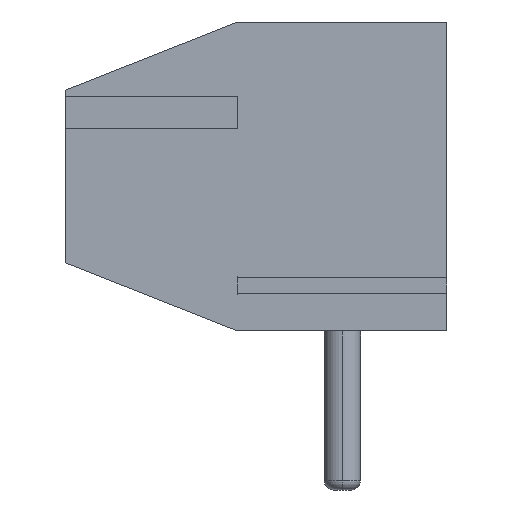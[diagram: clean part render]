
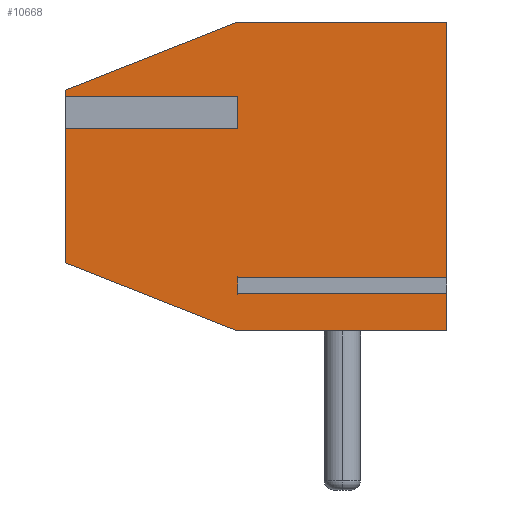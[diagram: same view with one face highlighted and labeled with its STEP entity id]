
A CAD part, left-side view. The second image highlights one B-rep face of the part: STEP entity #10668.
In plain terms, the highlighted planar face has unit normal (-1, 0, 0).
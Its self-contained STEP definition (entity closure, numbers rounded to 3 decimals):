
#166 = VERTEX_POINT ( 'NONE', #34428 ) ;
#892 = VECTOR ( 'NONE', #41487, 1000. ) ;
#1007 = VERTEX_POINT ( 'NONE', #40137 ) ;
#1374 = ORIENTED_EDGE ( 'NONE', *, *, #15538, .F. ) ;
#1887 = VECTOR ( 'NONE', #13296, 1000. ) ;
#2355 = AXIS2_PLACEMENT_3D ( 'NONE', #14376, #41449, #7513 ) ;
#2542 = EDGE_CURVE ( 'NONE', #1007, #11789, #13232, .T. ) ;
#2634 = VERTEX_POINT ( 'NONE', #40058 ) ;
#2740 = CARTESIAN_POINT ( 'NONE',  ( 0., 8.4, 4.968 ) ) ;
#3890 = LINE ( 'NONE', #17682, #41722 ) ;
#4231 = ORIENTED_EDGE ( 'NONE', *, *, #38312, .F. ) ;
#4601 = VECTOR ( 'NONE', #34108, 1000. ) ;
#4916 = CARTESIAN_POINT ( 'NONE',  ( 0., 0., 6.8 ) ) ;
#7041 = EDGE_CURVE ( 'NONE', #11789, #9027, #18459, .T. ) ;
#7227 = EDGE_CURVE ( 'NONE', #1007, #37715, #27970, .T. ) ;
#7291 = LINE ( 'NONE', #20434, #1887 ) ;
#7513 = DIRECTION ( 'NONE',  ( 0., 0., -1. ) ) ;
#8032 = DIRECTION ( 'NONE',  ( 0., 0., 1. ) ) ;
#8049 = DIRECTION ( 'NONE',  ( 0., -0.93, 0.367 ) ) ;
#8150 = PLANE ( 'NONE',  #2355 ) ;
#8892 = VERTEX_POINT ( 'NONE', #37109 ) ;
#9027 = VERTEX_POINT ( 'NONE', #22495 ) ;
#9479 = VECTOR ( 'NONE', #18402, 1000. ) ;
#10412 = VERTEX_POINT ( 'NONE', #30358 ) ;
#10668 = ADVANCED_FACE ( 'NONE', ( #37866 ), #8150, .F. ) ;
#10964 = ORIENTED_EDGE ( 'NONE', *, *, #37707, .T. ) ;
#11505 = CARTESIAN_POINT ( 'NONE',  ( 0., 4.6, 0.832 ) ) ;
#11789 = VERTEX_POINT ( 'NONE', #42754 ) ;
#12299 = VECTOR ( 'NONE', #26763, 1000. ) ;
#13006 = ORIENTED_EDGE ( 'NONE', *, *, #7227, .T. ) ;
#13216 = LINE ( 'NONE', #2740, #12299 ) ;
#13232 = LINE ( 'NONE', #22578, #23932 ) ;
#13296 = DIRECTION ( 'NONE',  ( 0., -1., 0. ) ) ;
#13681 = VERTEX_POINT ( 'NONE', #27928 ) ;
#14376 = CARTESIAN_POINT ( 'NONE',  ( 0., 8.4, 6.8 ) ) ;
#14388 = DIRECTION ( 'NONE',  ( 0., -1., 0. ) ) ;
#14929 = ORIENTED_EDGE ( 'NONE', *, *, #2542, .F. ) ;
#15394 = CARTESIAN_POINT ( 'NONE',  ( 0., 8.4, 6.8 ) ) ;
#15538 = EDGE_CURVE ( 'NONE', #9027, #25549, #37746, .T. ) ;
#16732 = ORIENTED_EDGE ( 'NONE', *, *, #18552, .T. ) ;
#17448 = ORIENTED_EDGE ( 'NONE', *, *, #7041, .F. ) ;
#17682 = CARTESIAN_POINT ( 'NONE',  ( 0., 4.6, 0.832 ) ) ;
#17949 = VECTOR ( 'NONE', #14388, 1000. ) ;
#18402 = DIRECTION ( 'NONE',  ( 0., 0., 1. ) ) ;
#18459 = LINE ( 'NONE', #42830, #37689 ) ;
#18480 = VERTEX_POINT ( 'NONE', #33847 ) ;
#18552 = EDGE_CURVE ( 'NONE', #41041, #2634, #13216, .T. ) ;
#18659 = EDGE_CURVE ( 'NONE', #34977, #8892, #18733, .T. ) ;
#18733 = LINE ( 'NONE', #15394, #37025 ) ;
#18744 = LINE ( 'NONE', #32475, #26153 ) ;
#19845 = DIRECTION ( 'NONE',  ( 0., -1., 0. ) ) ;
#20402 = ORIENTED_EDGE ( 'NONE', *, *, #31633, .T. ) ;
#20434 = CARTESIAN_POINT ( 'NONE',  ( 0., 4.6, 1.168 ) ) ;
#21395 = VERTEX_POINT ( 'NONE', #36852 ) ;
#21832 = CARTESIAN_POINT ( 'NONE',  ( 0., 8.4, 5.3 ) ) ;
#21879 = DIRECTION ( 'NONE',  ( 0., 0., -1. ) ) ;
#22495 = CARTESIAN_POINT ( 'NONE',  ( 0., 8.4, 4.632 ) ) ;
#22578 = CARTESIAN_POINT ( 'NONE',  ( 0., 8.4, 1.5 ) ) ;
#23775 = ORIENTED_EDGE ( 'NONE', *, *, #29863, .F. ) ;
#23932 = VECTOR ( 'NONE', #30082, 1000. ) ;
#24805 = CARTESIAN_POINT ( 'NONE',  ( 0., 0., 6.8 ) ) ;
#24854 = CARTESIAN_POINT ( 'NONE',  ( 0., 8.4, 0. ) ) ;
#25056 = CARTESIAN_POINT ( 'NONE',  ( 0., 8.4, 6.8 ) ) ;
#25349 = ORIENTED_EDGE ( 'NONE', *, *, #38996, .F. ) ;
#25549 = VERTEX_POINT ( 'NONE', #29036 ) ;
#26153 = VECTOR ( 'NONE', #21879, 1000. ) ;
#26723 = CARTESIAN_POINT ( 'NONE',  ( 0., 8.4, 4.632 ) ) ;
#26763 = DIRECTION ( 'NONE',  ( 0., -1., 0. ) ) ;
#27251 = LINE ( 'NONE', #24805, #4601 ) ;
#27423 = VECTOR ( 'NONE', #8049, 1000. ) ;
#27605 = VECTOR ( 'NONE', #19845, 1000. ) ;
#27756 = CARTESIAN_POINT ( 'NONE',  ( 0., 4.6, 6.8 ) ) ;
#27928 = CARTESIAN_POINT ( 'NONE',  ( 0., 4.6, 1.168 ) ) ;
#27970 = LINE ( 'NONE', #24854, #892 ) ;
#28109 = DIRECTION ( 'NONE',  ( 0., 0., 1. ) ) ;
#29036 = CARTESIAN_POINT ( 'NONE',  ( 0., 4.6, 4.632 ) ) ;
#29863 = EDGE_CURVE ( 'NONE', #41041, #10412, #31071, .T. ) ;
#30082 = DIRECTION ( 'NONE',  ( 0., 0.93, 0.367 ) ) ;
#30358 = CARTESIAN_POINT ( 'NONE',  ( 0., 8.4, 5.3 ) ) ;
#30385 = CARTESIAN_POINT ( 'NONE',  ( 0., 8.4, 4.968 ) ) ;
#30531 = EDGE_CURVE ( 'NONE', #18480, #8892, #27251, .T. ) ;
#31071 = LINE ( 'NONE', #25056, #9479 ) ;
#31380 = VECTOR ( 'NONE', #8032, 1000. ) ;
#31633 = EDGE_CURVE ( 'NONE', #37715, #21395, #38381, .T. ) ;
#32024 = DIRECTION ( 'NONE',  ( 0., -1., 0. ) ) ;
#32475 = CARTESIAN_POINT ( 'NONE',  ( 0., 4.6, 4.968 ) ) ;
#32481 = ORIENTED_EDGE ( 'NONE', *, *, #38935, .T. ) ;
#32869 = ORIENTED_EDGE ( 'NONE', *, *, #30531, .T. ) ;
#33192 = ORIENTED_EDGE ( 'NONE', *, *, #18659, .F. ) ;
#33847 = CARTESIAN_POINT ( 'NONE',  ( 0., 0., 1.168 ) ) ;
#34108 = DIRECTION ( 'NONE',  ( 0., 0., 1. ) ) ;
#34428 = CARTESIAN_POINT ( 'NONE',  ( 0., 4.6, 0.832 ) ) ;
#34900 = LINE ( 'NONE', #21832, #27423 ) ;
#34977 = VERTEX_POINT ( 'NONE', #27756 ) ;
#35021 = LINE ( 'NONE', #11505, #17949 ) ;
#35874 = EDGE_LOOP ( 'NONE', ( #32481, #32869, #33192, #4231, #23775, #16732, #10964, #1374, #17448, #14929, #13006, #20402, #25349, #41812 ) ) ;
#36401 = EDGE_CURVE ( 'NONE', #166, #13681, #3890, .T. ) ;
#36802 = DIRECTION ( 'NONE',  ( 0., 0., 1. ) ) ;
#36852 = CARTESIAN_POINT ( 'NONE',  ( 0., 0., 0.832 ) ) ;
#37025 = VECTOR ( 'NONE', #32024, 1000. ) ;
#37109 = CARTESIAN_POINT ( 'NONE',  ( 0., 0., 6.8 ) ) ;
#37689 = VECTOR ( 'NONE', #36802, 1000. ) ;
#37707 = EDGE_CURVE ( 'NONE', #2634, #25549, #18744, .T. ) ;
#37715 = VERTEX_POINT ( 'NONE', #41834 ) ;
#37746 = LINE ( 'NONE', #26723, #27605 ) ;
#37866 = FACE_OUTER_BOUND ( 'NONE', #35874, .T. ) ;
#38312 = EDGE_CURVE ( 'NONE', #10412, #34977, #34900, .T. ) ;
#38381 = LINE ( 'NONE', #4916, #31380 ) ;
#38935 = EDGE_CURVE ( 'NONE', #13681, #18480, #7291, .T. ) ;
#38996 = EDGE_CURVE ( 'NONE', #166, #21395, #35021, .T. ) ;
#40058 = CARTESIAN_POINT ( 'NONE',  ( 0., 4.6, 4.968 ) ) ;
#40137 = CARTESIAN_POINT ( 'NONE',  ( 0., 4.6, 0. ) ) ;
#41041 = VERTEX_POINT ( 'NONE', #30385 ) ;
#41449 = DIRECTION ( 'NONE',  ( 1., 0., 0. ) ) ;
#41487 = DIRECTION ( 'NONE',  ( 0., -1., 0. ) ) ;
#41722 = VECTOR ( 'NONE', #28109, 1000. ) ;
#41812 = ORIENTED_EDGE ( 'NONE', *, *, #36401, .T. ) ;
#41834 = CARTESIAN_POINT ( 'NONE',  ( 0., 0., 0. ) ) ;
#42754 = CARTESIAN_POINT ( 'NONE',  ( 0., 8.4, 1.5 ) ) ;
#42830 = CARTESIAN_POINT ( 'NONE',  ( 0., 8.4, 6.8 ) ) ;
